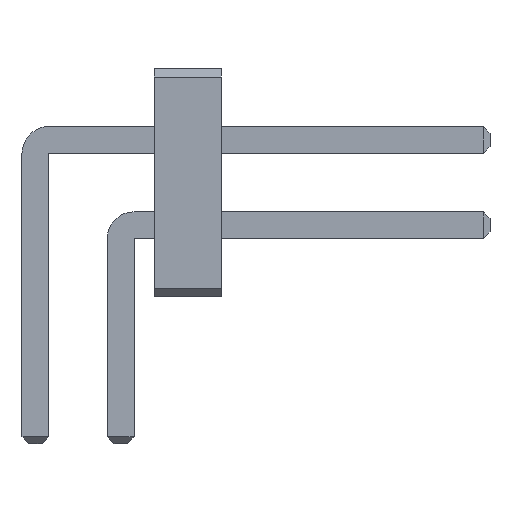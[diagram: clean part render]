
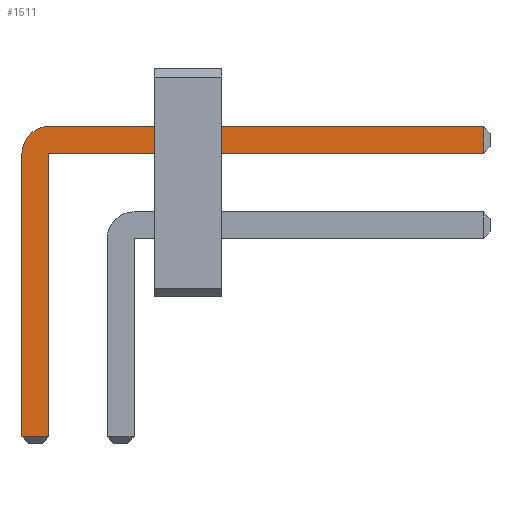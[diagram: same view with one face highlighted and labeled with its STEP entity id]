
A CAD part, front view. The second image highlights one B-rep face of the part: STEP entity #1511.
In plain terms, the highlighted planar face has unit normal (0, -1, 0).
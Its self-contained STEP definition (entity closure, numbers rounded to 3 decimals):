
#13=DIRECTION('',(0.,0.,1.));
#613=VECTOR('',#13,1.);
#1206=VECTOR('',#1207,1.);
#1207=DIRECTION('',(0.,0.,-1.));
#1315=VECTOR('',#1316,1.);
#1316=DIRECTION('',(1.,0.,0.));
#1328=VECTOR('',#1329,1.);
#1329=DIRECTION('',(-1.,0.,0.));
#1350=DIRECTION('',(-0.,1.,0.));
#1354=DIRECTION('',(0.,1.,0.));
#1355=DIRECTION('',(0.,0.,1.));
#1362=VERTEX_POINT('',#1363);
#1363=CARTESIAN_POINT('',(0.2,-11.63,2.535));
#1365=ORIENTED_EDGE('',*,*,#1366,.T.);
#1366=EDGE_CURVE('',#1362,#1367,#1369,.T.);
#1367=VERTEX_POINT('',#1368);
#1368=CARTESIAN_POINT('',(6.67,-11.63,2.535));
#1369=LINE('',#1370,#1315);
#1370=CARTESIAN_POINT('',(-0.2,-11.63,2.535));
#1407=EDGE_CURVE('',#1408,#1362,#1410,.T.);
#1408=VERTEX_POINT('',#1409);
#1409=CARTESIAN_POINT('',(-0.2,-11.63,2.135));
#1410=CIRCLE('',#1411,0.4);
#1411=AXIS2_PLACEMENT_3D('',#1412,#1350,#1207);
#1412=CARTESIAN_POINT('',(0.2,-11.63,2.135));
#1424=VERTEX_POINT('',#1425);
#1425=CARTESIAN_POINT('',(6.67,-11.63,2.135));
#1427=ORIENTED_EDGE('',*,*,#1428,.T.);
#1428=EDGE_CURVE('',#1424,#1429,#1430,.T.);
#1429=VERTEX_POINT('',#1412);
#1430=LINE('',#1431,#1328);
#1431=CARTESIAN_POINT('',(6.77,-11.63,2.135));
#1443=VERTEX_POINT('',#1444);
#1444=CARTESIAN_POINT('',(-0.2,-11.63,-2.085));
#1446=ORIENTED_EDGE('',*,*,#1447,.T.);
#1447=EDGE_CURVE('',#1443,#1408,#1448,.T.);
#1448=LINE('',#1449,#613);
#1449=CARTESIAN_POINT('',(-0.2,-11.63,-2.185));
#1457=ORIENTED_EDGE('',*,*,#1458,.T.);
#1458=EDGE_CURVE('',#1429,#1459,#1461,.T.);
#1459=VERTEX_POINT('',#1460);
#1460=CARTESIAN_POINT('',(0.2,-11.63,-2.085));
#1461=LINE('',#1412,#1206);
#1511=ADVANCED_FACE('',(#1512),#1521,.F.);
#1512=FACE_BOUND('',#1513,.F.);
#1513=EDGE_LOOP('',(#1365,#1514,#1427,#1457,#1517,#1446,#1520));
#1514=ORIENTED_EDGE('',*,*,#1515,.T.);
#1515=EDGE_CURVE('',#1367,#1424,#1516,.T.);
#1516=LINE('',#1368,#1206);
#1517=ORIENTED_EDGE('',*,*,#1518,.T.);
#1518=EDGE_CURVE('',#1459,#1443,#1519,.T.);
#1519=LINE('',#1460,#1328);
#1520=ORIENTED_EDGE('',*,*,#1407,.T.);
#1521=PLANE('',#1522);
#1522=AXIS2_PLACEMENT_3D('',#1523,#1354,#1355);
#1523=CARTESIAN_POINT('',(2.071,-11.63,1.389));
